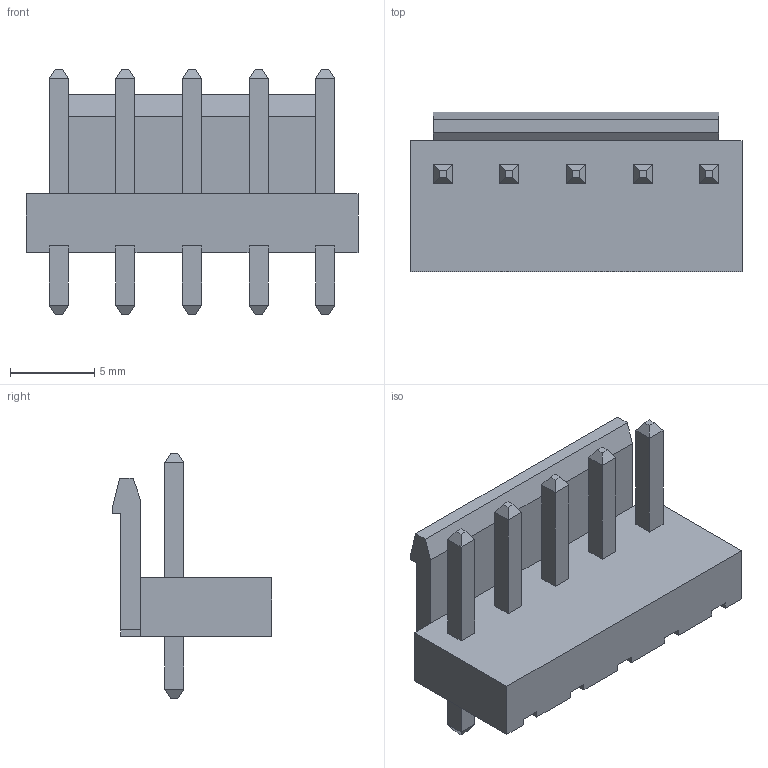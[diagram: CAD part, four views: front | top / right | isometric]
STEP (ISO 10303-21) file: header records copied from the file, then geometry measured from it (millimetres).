
FILE_DESCRIPTION(('FreeCAD Model'),'2;1');
FILE_NAME('B5B-VH.step', '2019-08-19T00:58:06',('Author'),(''), 'Open CASCADE STEP processor 6.8','FreeCAD','Unknown');
FILE_SCHEMA(('AUTOMOTIVE_DESIGN_CC2 { 1 2 10303 214 -1 1 5 4 }'));
Length unit declared in the file: millimetre
Products named in the file (1): B5B-VH
Bounding box: 19.74 x 9.5 x 14.6 mm (x, y, z)
Volume: 787 mm3; surface area: 1035.6 mm2
Topology: 1 solids, 1 shells, 141 faces, 338 edges, 204 vertices
Faces by surface type: plane 141
Entity records: 4920 total; most frequent: CARTESIAN_POINT 684, ORIENTED_EDGE 676, DIRECTION 622, EDGE_CURVE 338, LINE 338, VECTOR 338, VERTEX_POINT 204, FACE_BOUND 146
